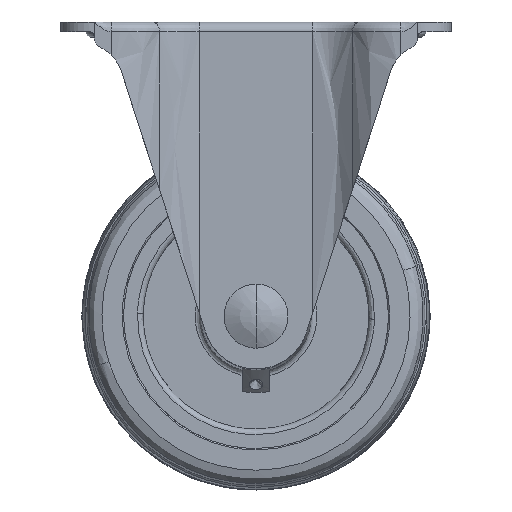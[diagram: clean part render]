
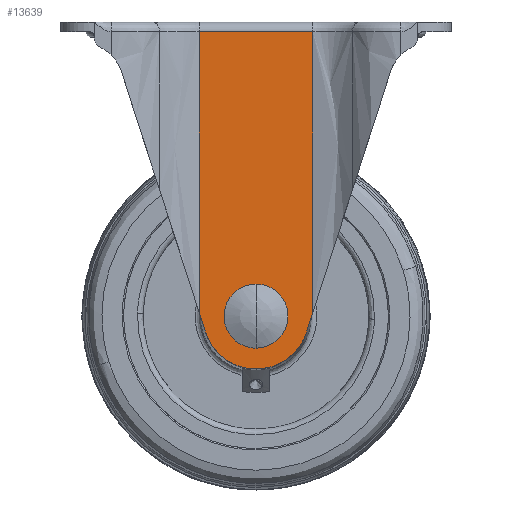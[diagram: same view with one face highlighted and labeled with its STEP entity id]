
A CAD part, front view. The second image highlights one B-rep face of the part: STEP entity #13639.
In plain terms, the highlighted free-form (B-spline) face has degree [1, 1] with [2, 2] control points.
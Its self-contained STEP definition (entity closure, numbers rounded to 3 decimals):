
#6710=CARTESIAN_POINT('',(0.074,-31.5,-8.5));
#6711=VERTEX_POINT('',#6710);
#6717=CARTESIAN_POINT('',(8.5,-31.5,0.0));
#6718=VERTEX_POINT('',#6717);
#6719=CARTESIAN_POINT('',(8.5,-31.5,0.0));
#6720=CARTESIAN_POINT('',(8.5,-31.5,-8.426));
#6721=CARTESIAN_POINT('',(0.074,-31.5,-8.5));
#6729=(BOUNDED_CURVE()B_SPLINE_CURVE(2,(#6719,#6720,#6721),.UNSPECIFIED.,.F.,.U.)B_SPLINE_CURVE_WITH_KNOTS((3,3),(0.5,0.748),.UNSPECIFIED.)CURVE()GEOMETRIC_REPRESENTATION_ITEM()RATIONAL_B_SPLINE_CURVE((1.0,0.709,0.996))REPRESENTATION_ITEM(''));
#6730=EDGE_CURVE('',#6718,#6711,#6729,.T.);
#6732=CARTESIAN_POINT('',(-0.074,-31.5,8.5));
#6733=VERTEX_POINT('',#6732);
#6734=CARTESIAN_POINT('',(-0.074,-31.5,8.5));
#6735=CARTESIAN_POINT('',(-0.037,-31.5,8.5));
#6736=CARTESIAN_POINT('',(0.0,-31.5,8.5));
#6737=CARTESIAN_POINT('',(8.5,-31.5,8.5));
#6738=CARTESIAN_POINT('',(8.5,-31.5,0.0));
#6746=(BOUNDED_CURVE()B_SPLINE_CURVE(2,(#6734,#6735,#6736,#6737,#6738),.UNSPECIFIED.,.F.,.U.)B_SPLINE_CURVE_WITH_KNOTS((3,2,3),(0.248,0.25,0.5),.UNSPECIFIED.)CURVE()GEOMETRIC_REPRESENTATION_ITEM()RATIONAL_B_SPLINE_CURVE((0.996,0.998,1.0,0.707,1.0))REPRESENTATION_ITEM(''));
#6747=EDGE_CURVE('',#6733,#6718,#6746,.T.);
#6823=CARTESIAN_POINT('',(-8.5,-31.5,0.0));
#6824=VERTEX_POINT('',#6823);
#6825=CARTESIAN_POINT('',(-8.5,-31.5,0.0));
#6826=CARTESIAN_POINT('',(-8.5,-31.5,8.426));
#6827=CARTESIAN_POINT('',(-0.074,-31.5,8.5));
#6835=(BOUNDED_CURVE()B_SPLINE_CURVE(2,(#6825,#6826,#6827),.UNSPECIFIED.,.F.,.U.)B_SPLINE_CURVE_WITH_KNOTS((3,3),(0.0,0.248),.UNSPECIFIED.)CURVE()GEOMETRIC_REPRESENTATION_ITEM()RATIONAL_B_SPLINE_CURVE((1.0,0.709,0.996))REPRESENTATION_ITEM(''));
#6836=EDGE_CURVE('',#6824,#6733,#6835,.T.);
#6838=CARTESIAN_POINT('',(0.074,-31.5,-8.5));
#6839=CARTESIAN_POINT('',(0.037,-31.5,-8.5));
#6840=CARTESIAN_POINT('',(0.0,-31.5,-8.5));
#6841=CARTESIAN_POINT('',(-8.5,-31.5,-8.5));
#6842=CARTESIAN_POINT('',(-8.5,-31.5,0.0));
#6850=(BOUNDED_CURVE()B_SPLINE_CURVE(2,(#6838,#6839,#6840,#6841,#6842),.UNSPECIFIED.,.F.,.U.)B_SPLINE_CURVE_WITH_KNOTS((3,2,3),(0.748,0.75,1.0),.UNSPECIFIED.)CURVE()GEOMETRIC_REPRESENTATION_ITEM()RATIONAL_B_SPLINE_CURVE((0.996,0.998,1.0,0.707,1.0))REPRESENTATION_ITEM(''));
#6851=EDGE_CURVE('',#6711,#6824,#6850,.T.);
#12146=CARTESIAN_POINT('',(-20.381,-31.5,102.0));
#12147=VERTEX_POINT('',#12146);
#12207=CARTESIAN_POINT('',(20.381,-31.5,102.0));
#12208=VERTEX_POINT('',#12207);
#12230=CARTESIAN_POINT('',(20.381,-31.5,102.0));
#12231=CARTESIAN_POINT('',(-20.381,-31.5,102.0));
#12232=QUASI_UNIFORM_CURVE('',1,(#12230,#12231),.UNSPECIFIED.,.F.,.U.);
#12233=EDGE_CURVE('',#12208,#12147,#12232,.T.);
#13138=CARTESIAN_POINT('',(-18.235,-31.5,-5.337));
#13139=VERTEX_POINT('',#13138);
#13140=CARTESIAN_POINT('',(18.235,-31.5,-5.337));
#13141=VERTEX_POINT('',#13140);
#13142=CARTESIAN_POINT('',(-18.235,-31.5,-5.337));
#13143=CARTESIAN_POINT('',(-17.967,-31.5,-6.253));
#13144=CARTESIAN_POINT('',(-17.225,-31.5,-8.224));
#13145=CARTESIAN_POINT('',(-15.75,-31.5,-10.766));
#13146=CARTESIAN_POINT('',(-13.942,-31.5,-12.994));
#13147=CARTESIAN_POINT('',(-11.988,-31.5,-14.827));
#13148=CARTESIAN_POINT('',(-9.264,-31.5,-16.723));
#13149=CARTESIAN_POINT('',(-5.808,-31.5,-18.254));
#13150=CARTESIAN_POINT('',(-2.168,-31.5,-18.976));
#13151=CARTESIAN_POINT('',(1.34,-31.5,-19.047));
#13152=CARTESIAN_POINT('',(4.312,-31.5,-18.595));
#13153=CARTESIAN_POINT('',(7.403,-31.5,-17.583));
#13154=CARTESIAN_POINT('',(10.362,-31.5,-16.072));
#13155=CARTESIAN_POINT('',(12.773,-31.5,-14.169));
#13156=CARTESIAN_POINT('',(14.73,-31.5,-12.075));
#13157=CARTESIAN_POINT('',(16.652,-31.5,-9.448));
#13158=CARTESIAN_POINT('',(17.753,-31.5,-6.986));
#13159=CARTESIAN_POINT('',(18.235,-31.5,-5.337));
#13160=B_SPLINE_CURVE_WITH_KNOTS('',3,(#13142,#13143,#13144,#13145,#13146,#13147,#13148,#13149,#13150,#13151,#13152,#13153,#13154,#13155,#13156,#13157,#13158,#13159),.UNSPECIFIED.,.F.,.U.,(4,1,1,1,1,1,1,1,1,1,1,1,1,1,1,4),(0.,2.864,6.3,8.782,11.454,14.318,18.709,22.718,25.39,29.208,31.69,35.127,39.136,40.854,43.717,48.872),.UNSPECIFIED.);
#13161=EDGE_CURVE('',#13139,#13141,#13160,.T.);
#13182=CARTESIAN_POINT('',(-20.381,-31.5,1.315));
#13183=VERTEX_POINT('',#13182);
#13184=CARTESIAN_POINT('',(-18.235,-31.5,-5.337));
#13185=CARTESIAN_POINT('',(-20.381,-31.5,1.315));
#13186=QUASI_UNIFORM_CURVE('',1,(#13184,#13185),.UNSPECIFIED.,.F.,.U.);
#13187=EDGE_CURVE('',#13139,#13183,#13186,.T.);
#13350=CARTESIAN_POINT('',(20.381,-31.5,1.315));
#13351=VERTEX_POINT('',#13350);
#13365=CARTESIAN_POINT('',(20.381,-31.5,1.315));
#13366=CARTESIAN_POINT('',(18.235,-31.5,-5.337));
#13367=QUASI_UNIFORM_CURVE('',1,(#13365,#13366),.UNSPECIFIED.,.F.,.U.);
#13368=EDGE_CURVE('',#13351,#13141,#13367,.T.);
#13605=CARTESIAN_POINT('',(-20.381,-31.5,1.315));
#13606=CARTESIAN_POINT('',(-20.381,-31.5,102.0));
#13607=QUASI_UNIFORM_CURVE('',1,(#13605,#13606),.UNSPECIFIED.,.F.,.U.);
#13608=EDGE_CURVE('',#13183,#12147,#13607,.T.);
#13616=CARTESIAN_POINT('',(22.417,-31.5,-25.044));
#13617=CARTESIAN_POINT('',(-22.417,-31.5,-25.044));
#13618=CARTESIAN_POINT('',(22.417,-31.5,108.044));
#13619=CARTESIAN_POINT('',(-22.417,-31.5,108.044));
#13620=B_SPLINE_SURFACE_WITH_KNOTS('',1,1,((#13616,#13618),(#13617,#13619)),.UNSPECIFIED.,.F.,.F.,.U.,(2,2),(2,2),(0.0,44.835),(0.0,133.088),.UNSPECIFIED.);
#13621=CARTESIAN_POINT('',(20.381,-31.5,1.315));
#13622=CARTESIAN_POINT('',(20.381,-31.5,102.0));
#13623=QUASI_UNIFORM_CURVE('',1,(#13621,#13622),.UNSPECIFIED.,.F.,.U.);
#13624=EDGE_CURVE('',#13351,#12208,#13623,.T.);
#13625=ORIENTED_EDGE('',*,*,#13624,.T.);
#13626=ORIENTED_EDGE('',*,*,#12233,.T.);
#13627=ORIENTED_EDGE('',*,*,#13608,.F.);
#13628=ORIENTED_EDGE('',*,*,#13187,.F.);
#13629=ORIENTED_EDGE('',*,*,#13161,.T.);
#13630=ORIENTED_EDGE('',*,*,#13368,.F.);
#13631=EDGE_LOOP('',(#13625,#13626,#13627,#13628,#13629,#13630));
#13632=FACE_OUTER_BOUND('',#13631,.T.);
#13633=ORIENTED_EDGE('',*,*,#6836,.T.);
#13634=ORIENTED_EDGE('',*,*,#6747,.T.);
#13635=ORIENTED_EDGE('',*,*,#6730,.T.);
#13636=ORIENTED_EDGE('',*,*,#6851,.T.);
#13637=EDGE_LOOP('',(#13633,#13634,#13635,#13636));
#13638=FACE_BOUND('',#13637,.T.);
#13639=ADVANCED_FACE('',(#13632,#13638),#13620,.F.);
